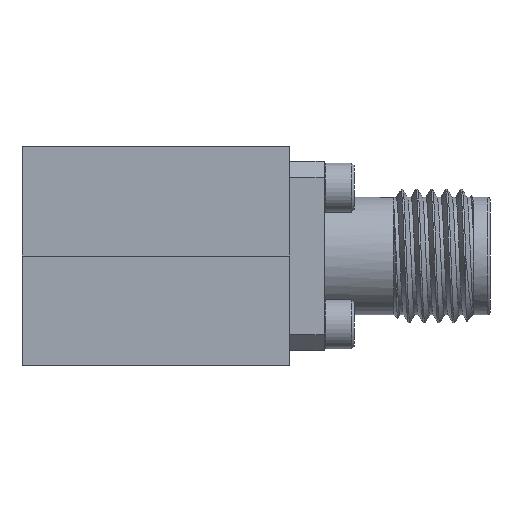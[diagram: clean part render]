
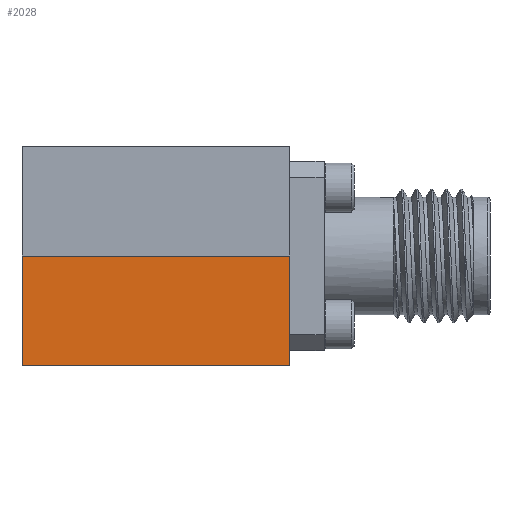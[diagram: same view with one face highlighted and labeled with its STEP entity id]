
A CAD part, left-side view. The second image highlights one B-rep face of the part: STEP entity #2028.
In plain terms, the highlighted planar face has unit normal (-1, 0, 0).
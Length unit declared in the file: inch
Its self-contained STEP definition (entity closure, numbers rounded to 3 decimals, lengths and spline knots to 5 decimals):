
#501 = LINE ( 'NONE', #10361, #2902 ) ;
#557 = VERTEX_POINT ( 'NONE', #9325 ) ;
#690 = LINE ( 'NONE', #5106, #5775 ) ;
#1031 = VECTOR ( 'NONE', #3799, 39.37008 ) ;
#1775 = VERTEX_POINT ( 'NONE', #10102 ) ;
#2028 = ADVANCED_FACE ( 'NONE', ( #3466 ), #2057, .T. ) ;
#2057 = PLANE ( 'NONE',  #11728 ) ;
#2506 = ORIENTED_EDGE ( 'NONE', *, *, #6025, .T. ) ;
#2566 = LINE ( 'NONE', #4984, #1031 ) ;
#2902 = VECTOR ( 'NONE', #3768, 39.37008 ) ;
#3197 = ORIENTED_EDGE ( 'NONE', *, *, #10405, .F. ) ;
#3218 = CARTESIAN_POINT ( 'NONE',  ( -0.5, -0.25, 0.205 ) ) ;
#3466 = FACE_OUTER_BOUND ( 'NONE', #13310, .T. ) ;
#3768 = DIRECTION ( 'NONE',  ( 0., 1., 0. ) ) ;
#3799 = DIRECTION ( 'NONE',  ( 0., 0., -1. ) ) ;
#4984 = CARTESIAN_POINT ( 'NONE',  ( -0.5, 0.25, 0.205 ) ) ;
#5010 = DIRECTION ( 'NONE',  ( 0., 0., -1. ) ) ;
#5073 = CARTESIAN_POINT ( 'NONE',  ( -0.5, -0.25, 0. ) ) ;
#5106 = CARTESIAN_POINT ( 'NONE',  ( -0.5, -0.25, 0.205 ) ) ;
#5552 = VERTEX_POINT ( 'NONE', #7947 ) ;
#5566 = ORIENTED_EDGE ( 'NONE', *, *, #9645, .T. ) ;
#5775 = VECTOR ( 'NONE', #5010, 39.37008 ) ;
#6025 = EDGE_CURVE ( 'NONE', #1775, #5552, #9040, .T. ) ;
#6528 = EDGE_CURVE ( 'NONE', #557, #9592, #501, .T. ) ;
#6792 = CARTESIAN_POINT ( 'NONE',  ( -0.5, 0.25, -0.205 ) ) ;
#7321 = DIRECTION ( 'NONE',  ( 0., 1., 0. ) ) ;
#7947 = CARTESIAN_POINT ( 'NONE',  ( -0.5, 0.25, 0. ) ) ;
#8619 = DIRECTION ( 'NONE',  ( -1., 0., 0. ) ) ;
#9040 = LINE ( 'NONE', #5073, #10595 ) ;
#9325 = CARTESIAN_POINT ( 'NONE',  ( -0.5, -0.25, -0.205 ) ) ;
#9592 = VERTEX_POINT ( 'NONE', #6792 ) ;
#9645 = EDGE_CURVE ( 'NONE', #5552, #9592, #2566, .T. ) ;
#9665 = DIRECTION ( 'NONE',  ( 0., 0., 1. ) ) ;
#10102 = CARTESIAN_POINT ( 'NONE',  ( -0.5, -0.25, 0. ) ) ;
#10361 = CARTESIAN_POINT ( 'NONE',  ( -0.5, -0.25, -0.205 ) ) ;
#10405 = EDGE_CURVE ( 'NONE', #1775, #557, #690, .T. ) ;
#10595 = VECTOR ( 'NONE', #7321, 39.37008 ) ;
#10924 = ORIENTED_EDGE ( 'NONE', *, *, #6528, .F. ) ;
#11728 = AXIS2_PLACEMENT_3D ( 'NONE', #3218, #8619, #9665 ) ;
#13310 = EDGE_LOOP ( 'NONE', ( #3197, #2506, #5566, #10924 ) ) ;
